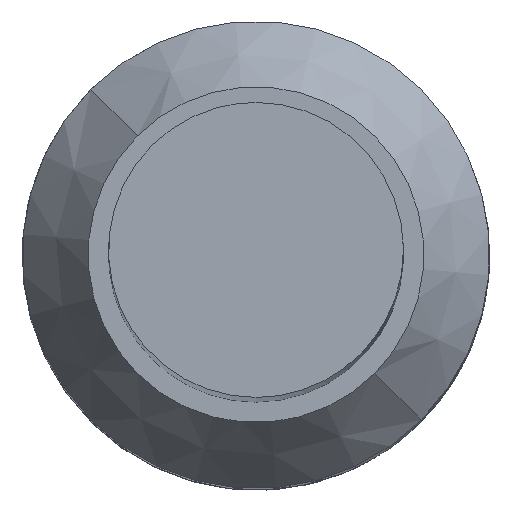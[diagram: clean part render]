
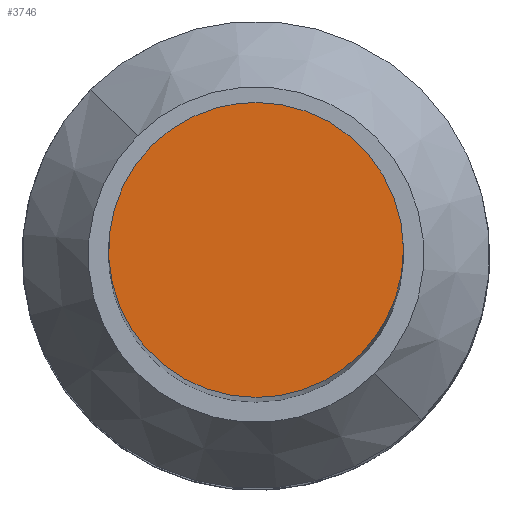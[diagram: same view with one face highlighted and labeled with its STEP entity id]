
A CAD part, top view. The second image highlights one B-rep face of the part: STEP entity #3746.
In plain terms, the highlighted planar face has unit normal (0, 0, 1).
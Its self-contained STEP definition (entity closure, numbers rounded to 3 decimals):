
#3014=AXIS2_PLACEMENT_3D('Circle Axis2P3D',#3012,#3013,$) ;
#3062=AXIS2_PLACEMENT_3D('Circle Axis2P3D',#3060,#3061,$) ;
#3738=AXIS2_PLACEMENT_3D('Plane Axis2P3D',#3735,#3736,#3737) ;
#3009=CARTESIAN_POINT('Vertex',(5.15,1.9,96.15)) ;
#3012=CARTESIAN_POINT('Axis2P3D Location',(5.15,5.15,96.15)) ;
#3016=CARTESIAN_POINT('Vertex',(2.852,7.448,96.15)) ;
#3020=CARTESIAN_POINT('Control Point',(2.852,7.448,96.15)) ;
#3021=CARTESIAN_POINT('Control Point',(3.303,7.899,96.15)) ;
#3022=CARTESIAN_POINT('Control Point',(3.873,8.233,96.15)) ;
#3023=CARTESIAN_POINT('Control Point',(4.512,8.4,96.15)) ;
#3024=CARTESIAN_POINT('Control Point',(5.15,8.4,96.15)) ;
#3025=CARTESIAN_POINT('Vertex',(5.15,8.4,96.15)) ;
#3048=CARTESIAN_POINT('Control Point',(5.15,8.4,96.15)) ;
#3049=CARTESIAN_POINT('Control Point',(5.916,8.4,96.15)) ;
#3050=CARTESIAN_POINT('Control Point',(6.682,8.174,96.15)) ;
#3051=CARTESIAN_POINT('Control Point',(7.358,7.722,96.15)) ;
#3052=CARTESIAN_POINT('Control Point',(8.361,6.48,96.15)) ;
#3053=CARTESIAN_POINT('Control Point',(8.53,4.892,96.15)) ;
#3054=CARTESIAN_POINT('Control Point',(8.372,4.094,96.15)) ;
#3055=CARTESIAN_POINT('Control Point',(7.99,3.393,96.15)) ;
#3056=CARTESIAN_POINT('Control Point',(7.448,2.852,96.15)) ;
#3057=CARTESIAN_POINT('Vertex',(7.448,2.852,96.15)) ;
#3060=CARTESIAN_POINT('Axis2P3D Location',(5.15,5.15,96.15)) ;
#3735=CARTESIAN_POINT('Axis2P3D Location',(5.15,5.15,96.15)) ;
#3013=DIRECTION('Axis2P3D Direction',(0.,0.,-1.)) ;
#3061=DIRECTION('Axis2P3D Direction',(0.,0.,-1.)) ;
#3736=DIRECTION('Axis2P3D Direction',(0.,0.,-1.)) ;
#3737=DIRECTION('Axis2P3D XDirection',(0.707,0.707,0.)) ;
#3741=ORIENTED_EDGE('',*,*,#3059,.F.) ;
#3742=ORIENTED_EDGE('',*,*,#3027,.F.) ;
#3743=ORIENTED_EDGE('',*,*,#3018,.F.) ;
#3744=ORIENTED_EDGE('',*,*,#3064,.F.) ;
#3746=ADVANCED_FACE('Hauptkoerper',(#3745),#3739,.F.) ;
#3019=B_SPLINE_CURVE_WITH_KNOTS('',4,(#3020,#3021,#3022,#3023,#3024),.UNSPECIFIED.,.F.,.U.,(5,5),(-1.276,1.276),.UNSPECIFIED.) ;
#3047=B_SPLINE_CURVE_WITH_KNOTS('',5,(#3048,#3049,#3050,#3051,#3052,#3053,#3054,#3055,#3056),.UNSPECIFIED.,.F.,.U.,(6,3,6),(-3.829,0.,3.829),.UNSPECIFIED.) ;
#3015=CIRCLE('generated circle',#3014,3.25) ;
#3063=CIRCLE('generated circle',#3062,3.25) ;
#3018=EDGE_CURVE('',#3010,#3017,#3015,.T.) ;
#3027=EDGE_CURVE('',#3017,#3026,#3019,.T.) ;
#3059=EDGE_CURVE('',#3026,#3058,#3047,.T.) ;
#3064=EDGE_CURVE('',#3058,#3010,#3063,.T.) ;
#3740=EDGE_LOOP('',(#3741,#3742,#3743,#3744)) ;
#3745=FACE_OUTER_BOUND('',#3740,.T.) ;
#3739=PLANE('',#3738) ;
#3010=VERTEX_POINT('',#3009) ;
#3017=VERTEX_POINT('',#3016) ;
#3026=VERTEX_POINT('',#3025) ;
#3058=VERTEX_POINT('',#3057) ;
